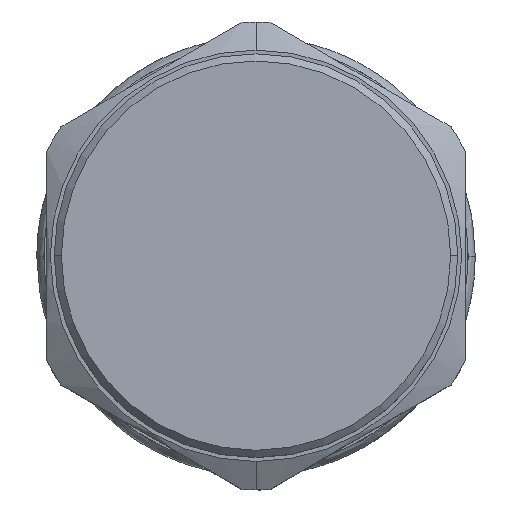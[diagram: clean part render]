
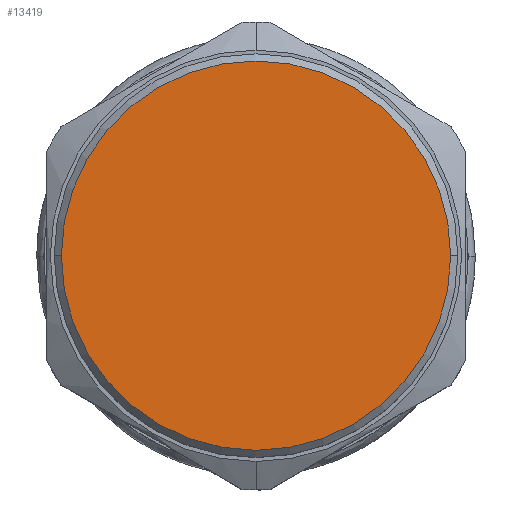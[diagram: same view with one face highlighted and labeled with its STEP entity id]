
A CAD part, top view. The second image highlights one B-rep face of the part: STEP entity #13419.
In plain terms, the highlighted planar face has unit normal (0, 0, 1).
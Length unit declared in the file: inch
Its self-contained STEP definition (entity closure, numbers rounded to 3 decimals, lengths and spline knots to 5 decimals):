
#6485=CARTESIAN_POINT('',(0.,0.,3.367));
#6486=DIRECTION('',(0.,0.,1.));
#6487=DIRECTION('',(1.,0.,0.));
#6488=AXIS2_PLACEMENT_3D('',#6485,#6486,#6487);
#6490=CARTESIAN_POINT('',(0.,0.,3.367));
#6491=DIRECTION('',(0.,0.,1.));
#6492=DIRECTION('',(-1.,0.,0.));
#6493=AXIS2_PLACEMENT_3D('',#6490,#6491,#6492);
#7987=CARTESIAN_POINT('',(0.407,0.,3.367));
#7988=CARTESIAN_POINT('',(-0.407,0.,3.367));
#7989=VERTEX_POINT('',#7987);
#7990=VERTEX_POINT('',#7988);
#13409=CARTESIAN_POINT('',(0.,0.,3.367));
#13410=DIRECTION('',(0.,0.,-1.));
#13411=DIRECTION('',(1.,0.,0.));
#13412=AXIS2_PLACEMENT_3D('',#13409,#13410,#13411);
#13413=PLANE('',#13412);
#13414=ORIENTED_EDGE('',*,*,#13399,.F.);
#13416=ORIENTED_EDGE('',*,*,#13415,.F.);
#13417=EDGE_LOOP('',(#13414,#13416));
#13418=FACE_OUTER_BOUND('',#13417,.F.);
#13419=ADVANCED_FACE('',(#13418),#13413,.F.);
#6489=CIRCLE('',#6488,0.407);
#6494=CIRCLE('',#6493,0.407);
#13399=EDGE_CURVE('',#7989,#7990,#6489,.T.);
#13415=EDGE_CURVE('',#7990,#7989,#6494,.T.);
